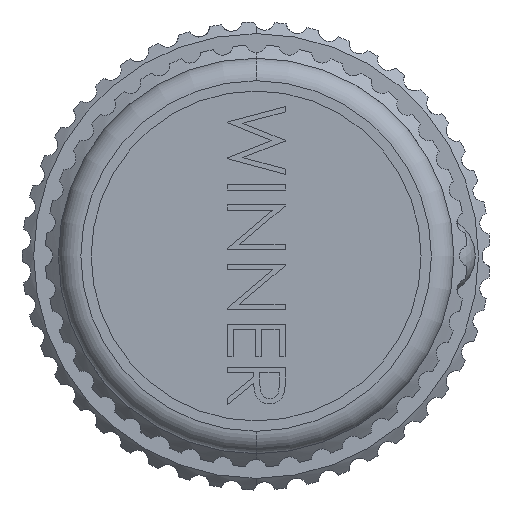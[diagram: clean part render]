
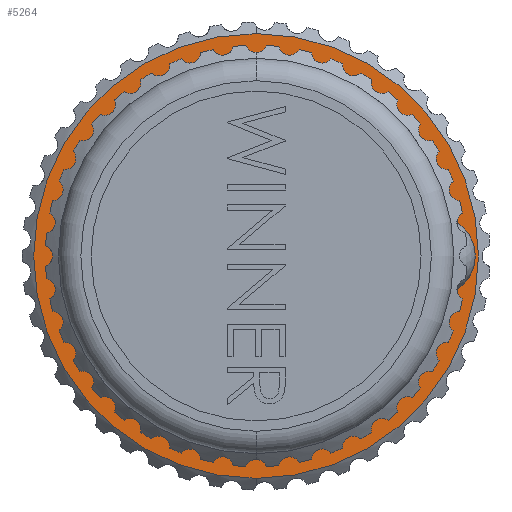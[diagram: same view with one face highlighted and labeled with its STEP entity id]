
A CAD part, left-side view. The second image highlights one B-rep face of the part: STEP entity #5264.
In plain terms, the highlighted planar face has unit normal (-1, 0, 0).
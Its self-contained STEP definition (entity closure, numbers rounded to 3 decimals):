
#1493 = FACE_BOUND ( 'NONE', #55334, .T. ) ;
#4862 = AXIS2_PLACEMENT_3D ( 'NONE', #39587, #14153, #28896 ) ;
#5264 = ADVANCED_FACE ( 'NONE', ( #1493, #30274 ), #37443, .T. ) ;
#5699 = DIRECTION ( 'NONE',  ( -1., 0., 0. ) ) ;
#6905 = DIRECTION ( 'NONE',  ( 0., 0., -1. ) ) ;
#11030 = CIRCLE ( 'NONE', #4862, 15.3 ) ;
#11502 = CARTESIAN_POINT ( 'NONE',  ( -8.02, 0., 0. ) ) ;
#11695 = CARTESIAN_POINT ( 'NONE',  ( -8.02, 0., 15.3 ) ) ;
#11940 = DIRECTION ( 'NONE',  ( -1., 0., 0. ) ) ;
#12351 = AXIS2_PLACEMENT_3D ( 'NONE', #52594, #43023, #6905 ) ;
#13060 = CARTESIAN_POINT ( 'NONE',  ( -8.02, 0., -8.56 ) ) ;
#14153 = DIRECTION ( 'NONE',  ( -1., 0., 0. ) ) ;
#15422 = DIRECTION ( 'NONE',  ( -1., 0., 0. ) ) ;
#16476 = AXIS2_PLACEMENT_3D ( 'NONE', #11502, #11940, #46991 ) ;
#19862 = CARTESIAN_POINT ( 'NONE',  ( -8.02, 0., 8.56 ) ) ;
#20669 = VERTEX_POINT ( 'NONE', #13060 ) ;
#23882 = ORIENTED_EDGE ( 'NONE', *, *, #62258, .T. ) ;
#24570 = VERTEX_POINT ( 'NONE', #11695 ) ;
#28066 = EDGE_CURVE ( 'NONE', #42736, #20669, #64107, .T. ) ;
#28361 = CIRCLE ( 'NONE', #63565, 8.56 ) ;
#28896 = DIRECTION ( 'NONE',  ( 0., 0., -1. ) ) ;
#30274 = FACE_OUTER_BOUND ( 'NONE', #40556, .T. ) ;
#30734 = CARTESIAN_POINT ( 'NONE',  ( -8.02, 0., -15.3 ) ) ;
#30903 = DIRECTION ( 'NONE',  ( 0., 0., -1. ) ) ;
#31125 = CIRCLE ( 'NONE', #16476, 15.3 ) ;
#32034 = ORIENTED_EDGE ( 'NONE', *, *, #28066, .F. ) ;
#34059 = VERTEX_POINT ( 'NONE', #30734 ) ;
#37443 = PLANE ( 'NONE',  #12351 ) ;
#39587 = CARTESIAN_POINT ( 'NONE',  ( -8.02, 0., 0. ) ) ;
#40311 = AXIS2_PLACEMENT_3D ( 'NONE', #56515, #5699, #30903 ) ;
#40556 = EDGE_LOOP ( 'NONE', ( #50327, #23882 ) ) ;
#40651 = CARTESIAN_POINT ( 'NONE',  ( -8.02, 0., 0. ) ) ;
#42736 = VERTEX_POINT ( 'NONE', #19862 ) ;
#43023 = DIRECTION ( 'NONE',  ( -1., 0., 0. ) ) ;
#45320 = EDGE_CURVE ( 'NONE', #24570, #34059, #31125, .T. ) ;
#46991 = DIRECTION ( 'NONE',  ( 0., 0., -1. ) ) ;
#50105 = EDGE_CURVE ( 'NONE', #20669, #42736, #28361, .T. ) ;
#50327 = ORIENTED_EDGE ( 'NONE', *, *, #45320, .T. ) ;
#51105 = DIRECTION ( 'NONE',  ( 0., 0., -1. ) ) ;
#51272 = ORIENTED_EDGE ( 'NONE', *, *, #50105, .F. ) ;
#52594 = CARTESIAN_POINT ( 'NONE',  ( -8.02, 0., 0. ) ) ;
#55334 = EDGE_LOOP ( 'NONE', ( #51272, #32034 ) ) ;
#56515 = CARTESIAN_POINT ( 'NONE',  ( -8.02, 0., 0. ) ) ;
#62258 = EDGE_CURVE ( 'NONE', #34059, #24570, #11030, .T. ) ;
#63565 = AXIS2_PLACEMENT_3D ( 'NONE', #40651, #15422, #51105 ) ;
#64107 = CIRCLE ( 'NONE', #40311, 8.56 ) ;
